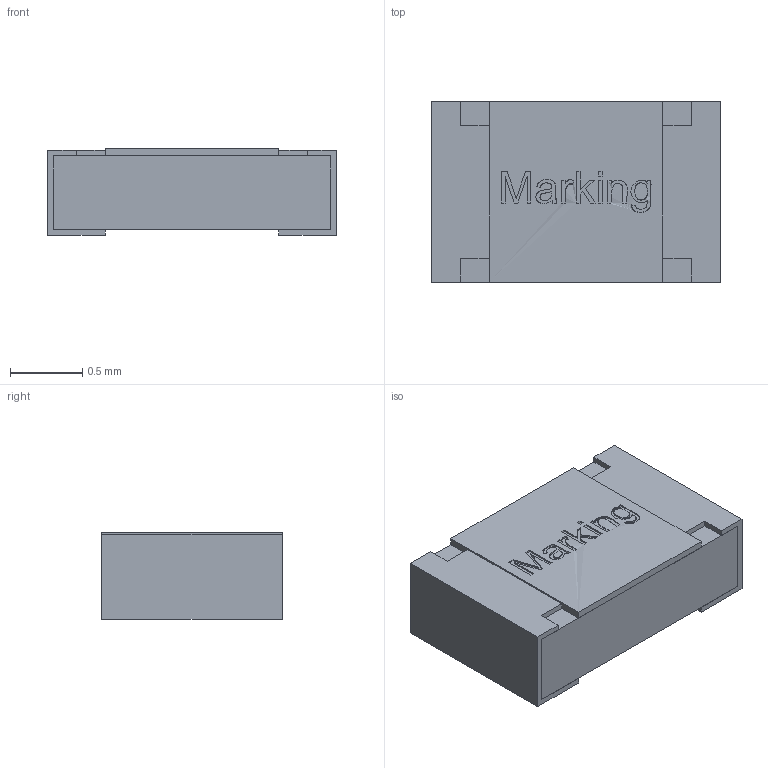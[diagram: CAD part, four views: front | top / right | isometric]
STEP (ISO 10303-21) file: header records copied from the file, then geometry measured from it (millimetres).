
FILE_DESCRIPTION(('STEP AP214'),'1');
FILE_NAME('R_Wurth_WRIS-KSKE-0805.step','2025-01-15T02:54:27',(' '),('ANSOFT Corporation'),'Spatial InterOp 3D',' ',' ');
FILE_SCHEMA(('AUTOMOTIVE_DESIGN { 1 0 10303 214 1 1 1 1 }'));
Length unit declared in the file: millimetre
Products named in the file (1): Cover
Bounding box: 2 x 1.25 x 0.6 mm (x, y, z)
Volume: 1.4 mm3; surface area: 18 mm2
Topology: 4 solids, 4 shells, 112 faces, 279 edges, 185 vertices
Faces by surface type: plane 97, extrusion 12, bspline 2, cylinder 1
Entity records: 5065 total; most frequent: CARTESIAN_POINT 1088, ORIENTED_EDGE 556, DIRECTION 461, EDGE_CURVE 278, VECTOR 253, LINE 241, STYLED_ITEM 200, PRESENTATION_STYLE_ASSIGNMENT 200
